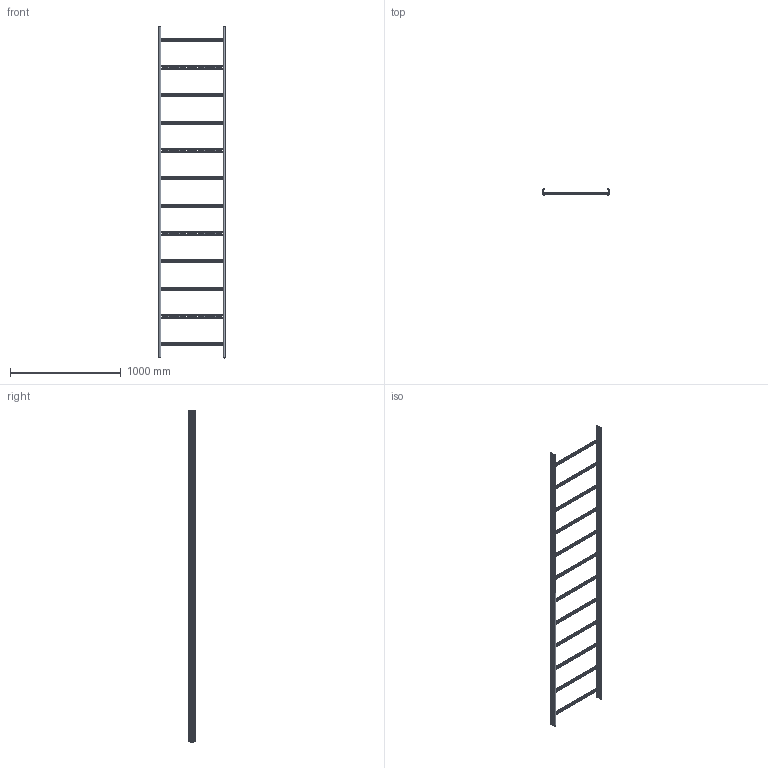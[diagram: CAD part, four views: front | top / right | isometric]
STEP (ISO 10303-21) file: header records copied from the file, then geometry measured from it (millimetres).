
FILE_DESCRIPTION (( 'STEP AP203' ), '1' );
FILE_NAME ('10-02-2220.STEP', '2013-05-02T07:10:19', ( 'asennus' ), ( '' ), 'SwSTEP 2.0', 'SolidWorks 2013', '' );
FILE_SCHEMA (( 'CONFIG_CONTROL_DESIGN' ));
Products named in the file (1): 10-02-2220
Bounding box: 597 x 60 x 3000 mm (x, y, z)
Volume: 1035304.7 mm3; surface area: 2111300.2 mm2
Topology: 14 solids, 14 shells, 2420 faces, 6904 edges, 4512 vertices
Faces by surface type: plane 1268, cylinder 1152
Entity records: 83279 total; most frequent: CARTESIAN_POINT 21637, ORIENTED_EDGE 13808, DIRECTION 11650, EDGE_CURVE 6904, VERTEX_POINT 4512, VECTOR 4024, LINE 4024, AXIS2_PLACEMENT_3D 3813
